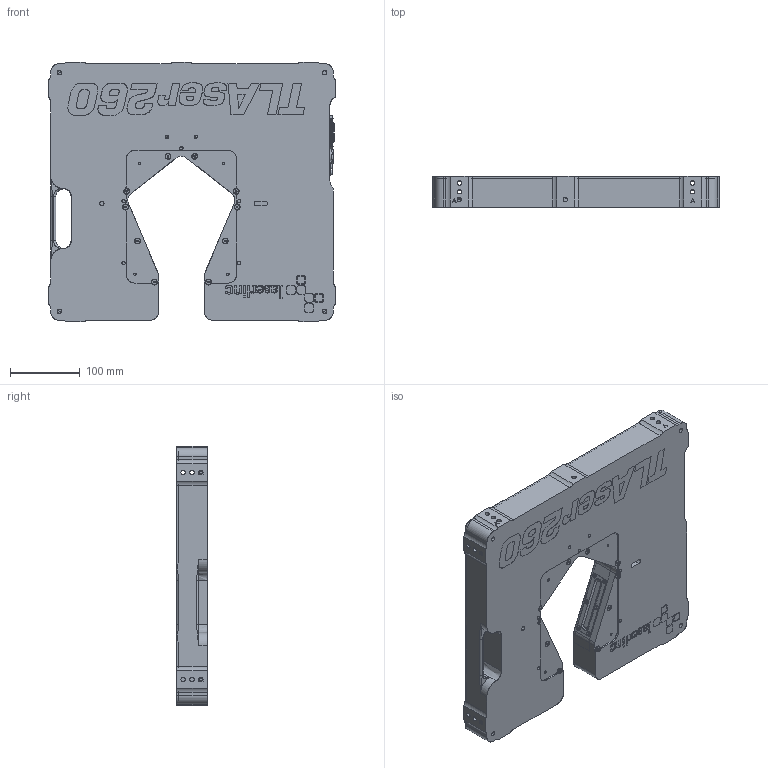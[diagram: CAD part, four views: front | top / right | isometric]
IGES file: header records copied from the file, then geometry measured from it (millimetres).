
Start section: SolidWorks IGES file using analytic representation for surfaces
Global section: file name: 00260-01 TLAser260 Dual-Axis Micrometer.IGS; native system: SolidWorks 2012; preprocessor: SolidWorks 2012; author: Mark; date: 121015.111325; units: inch
Bounding box: 411.48 x 44.45 x 373.38 mm (x, y, z)
Surface area: 400372.8 mm2 (no closed solid volume)
Topology: 0 solids, 0 shells, 1675 faces, 30465 edges, 30403 vertices
Faces by surface type: bspline 1039, revolution 636
